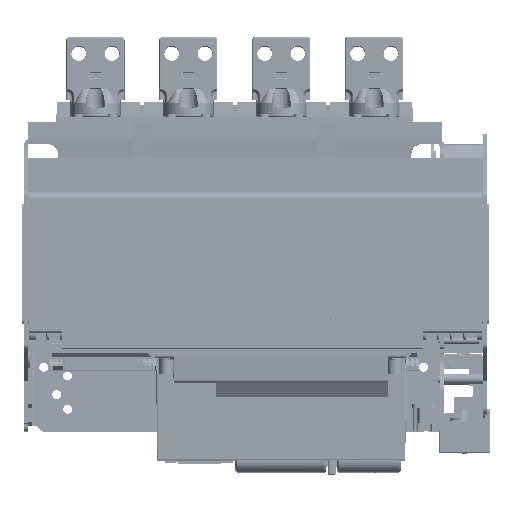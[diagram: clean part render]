
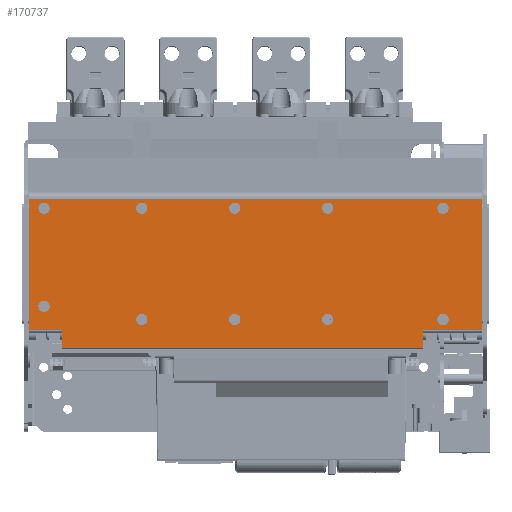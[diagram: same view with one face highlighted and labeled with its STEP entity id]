
A CAD part, top view. The second image highlights one B-rep face of the part: STEP entity #170737.
In plain terms, the highlighted planar face has unit normal (0, 0, 1).
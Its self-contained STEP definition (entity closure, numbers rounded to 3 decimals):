
#54956=DIRECTION('',(0.,-1.,0.));
#54957=VECTOR('',#54956,13.2);
#54958=CARTESIAN_POINT('',(-284.2,59.,309.));
#54959=LINE('',#54958,#54957);
#55093=DIRECTION('',(1.,0.,0.));
#55094=VECTOR('',#55093,24.7);
#55095=CARTESIAN_POINT('',(-308.9,59.,309.));
#55096=LINE('',#55095,#55094);
#55097=DIRECTION('',(0.,1.,0.));
#55098=VECTOR('',#55097,99.);
#55099=CARTESIAN_POINT('',(-308.9,59.,309.));
#55100=LINE('',#55099,#55098);
#55101=DIRECTION('',(1.,0.,0.));
#55102=VECTOR('',#55101,340.8);
#55103=CARTESIAN_POINT('',(-308.9,158.,309.));
#55104=LINE('',#55103,#55102);
#55105=DIRECTION('',(1.,0.,0.));
#55106=VECTOR('',#55105,44.);
#55107=CARTESIAN_POINT('',(-12.1,59.,309.));
#55108=LINE('',#55107,#55106);
#55109=DIRECTION('',(1.,0.,0.));
#55110=VECTOR('',#55109,272.1);
#55111=CARTESIAN_POINT('',(-284.2,45.8,309.));
#55112=LINE('',#55111,#55110);
#55113=CARTESIAN_POINT('',(-84.2,67.,309.));
#55114=DIRECTION('',(0.,0.,1.));
#55115=DIRECTION('',(1.,0.,0.));
#55116=AXIS2_PLACEMENT_3D('',#55113,#55114,#55115);
#55118=CARTESIAN_POINT('',(-84.2,67.,309.));
#55119=DIRECTION('',(0.,0.,1.));
#55120=DIRECTION('',(-1.,0.,0.));
#55121=AXIS2_PLACEMENT_3D('',#55118,#55119,#55120);
#55123=CARTESIAN_POINT('',(-84.2,150.8,309.));
#55124=DIRECTION('',(0.,0.,1.));
#55125=DIRECTION('',(1.,0.,0.));
#55126=AXIS2_PLACEMENT_3D('',#55123,#55124,#55125);
#55128=CARTESIAN_POINT('',(-84.2,150.8,309.));
#55129=DIRECTION('',(0.,0.,1.));
#55130=DIRECTION('',(-1.,0.,0.));
#55131=AXIS2_PLACEMENT_3D('',#55128,#55129,#55130);
#55133=CARTESIAN_POINT('',(-154.2,150.8,309.));
#55134=DIRECTION('',(0.,0.,1.));
#55135=DIRECTION('',(1.,0.,0.));
#55136=AXIS2_PLACEMENT_3D('',#55133,#55134,#55135);
#55138=CARTESIAN_POINT('',(-154.2,150.8,309.));
#55139=DIRECTION('',(0.,0.,1.));
#55140=DIRECTION('',(-1.,0.,0.));
#55141=AXIS2_PLACEMENT_3D('',#55138,#55139,#55140);
#55143=CARTESIAN_POINT('',(-154.2,67.,309.));
#55144=DIRECTION('',(0.,0.,1.));
#55145=DIRECTION('',(1.,0.,0.));
#55146=AXIS2_PLACEMENT_3D('',#55143,#55144,#55145);
#55148=CARTESIAN_POINT('',(-154.2,67.,309.));
#55149=DIRECTION('',(0.,0.,1.));
#55150=DIRECTION('',(-1.,0.,0.));
#55151=AXIS2_PLACEMENT_3D('',#55148,#55149,#55150);
#55153=CARTESIAN_POINT('',(-224.2,150.8,309.));
#55154=DIRECTION('',(0.,0.,1.));
#55155=DIRECTION('',(1.,0.,0.));
#55156=AXIS2_PLACEMENT_3D('',#55153,#55154,#55155);
#55158=CARTESIAN_POINT('',(-224.2,150.8,309.));
#55159=DIRECTION('',(0.,0.,1.));
#55160=DIRECTION('',(-1.,0.,0.));
#55161=AXIS2_PLACEMENT_3D('',#55158,#55159,#55160);
#55163=CARTESIAN_POINT('',(-224.2,67.,309.));
#55164=DIRECTION('',(0.,0.,1.));
#55165=DIRECTION('',(1.,0.,0.));
#55166=AXIS2_PLACEMENT_3D('',#55163,#55164,#55165);
#55168=CARTESIAN_POINT('',(-224.2,67.,309.));
#55169=DIRECTION('',(0.,0.,1.));
#55170=DIRECTION('',(-1.,0.,0.));
#55171=AXIS2_PLACEMENT_3D('',#55168,#55169,#55170);
#55173=CARTESIAN_POINT('',(-297.8,150.8,309.));
#55174=DIRECTION('',(0.,0.,1.));
#55175=DIRECTION('',(1.,0.,0.));
#55176=AXIS2_PLACEMENT_3D('',#55173,#55174,#55175);
#55178=CARTESIAN_POINT('',(-297.8,150.8,309.));
#55179=DIRECTION('',(0.,0.,1.));
#55180=DIRECTION('',(-1.,0.,0.));
#55181=AXIS2_PLACEMENT_3D('',#55178,#55179,#55180);
#55183=CARTESIAN_POINT('',(-297.8,77.,309.));
#55184=DIRECTION('',(0.,0.,1.));
#55185=DIRECTION('',(1.,0.,0.));
#55186=AXIS2_PLACEMENT_3D('',#55183,#55184,#55185);
#55188=CARTESIAN_POINT('',(-297.8,77.,309.));
#55189=DIRECTION('',(0.,0.,1.));
#55190=DIRECTION('',(-1.,0.,0.));
#55191=AXIS2_PLACEMENT_3D('',#55188,#55189,#55190);
#55193=CARTESIAN_POINT('',(2.6,150.8,309.));
#55194=DIRECTION('',(0.,0.,1.));
#55195=DIRECTION('',(1.,0.,0.));
#55196=AXIS2_PLACEMENT_3D('',#55193,#55194,#55195);
#55198=CARTESIAN_POINT('',(2.6,150.8,309.));
#55199=DIRECTION('',(0.,0.,1.));
#55200=DIRECTION('',(-1.,0.,0.));
#55201=AXIS2_PLACEMENT_3D('',#55198,#55199,#55200);
#55203=CARTESIAN_POINT('',(2.6,67.,309.));
#55204=DIRECTION('',(0.,0.,1.));
#55205=DIRECTION('',(1.,0.,0.));
#55206=AXIS2_PLACEMENT_3D('',#55203,#55204,#55205);
#55208=CARTESIAN_POINT('',(2.6,67.,309.));
#55209=DIRECTION('',(0.,0.,1.));
#55210=DIRECTION('',(-1.,0.,0.));
#55211=AXIS2_PLACEMENT_3D('',#55208,#55209,#55210);
#55243=DIRECTION('',(0.,1.,0.));
#55244=VECTOR('',#55243,99.);
#55245=CARTESIAN_POINT('',(31.9,59.,309.));
#55246=LINE('',#55245,#55244);
#57248=DIRECTION('',(0.,1.,0.));
#57249=VECTOR('',#57248,13.2);
#57250=CARTESIAN_POINT('',(-12.1,45.8,309.));
#57251=LINE('',#57250,#57249);
#81814=CARTESIAN_POINT('',(-79.95,67.,309.));
#81815=CARTESIAN_POINT('',(-88.45,67.,309.));
#81816=VERTEX_POINT('',#81814);
#81817=VERTEX_POINT('',#81815);
#81826=CARTESIAN_POINT('',(-79.95,150.8,309.));
#81827=CARTESIAN_POINT('',(-88.45,150.8,309.));
#81828=VERTEX_POINT('',#81826);
#81829=VERTEX_POINT('',#81827);
#81838=CARTESIAN_POINT('',(-149.95,150.8,309.));
#81839=CARTESIAN_POINT('',(-158.45,150.8,309.));
#81840=VERTEX_POINT('',#81838);
#81841=VERTEX_POINT('',#81839);
#81850=CARTESIAN_POINT('',(-149.95,67.,309.));
#81851=CARTESIAN_POINT('',(-158.45,67.,309.));
#81852=VERTEX_POINT('',#81850);
#81853=VERTEX_POINT('',#81851);
#81862=CARTESIAN_POINT('',(-219.95,150.8,309.));
#81863=CARTESIAN_POINT('',(-228.45,150.8,309.));
#81864=VERTEX_POINT('',#81862);
#81865=VERTEX_POINT('',#81863);
#81874=CARTESIAN_POINT('',(-219.95,67.,309.));
#81875=CARTESIAN_POINT('',(-228.45,67.,309.));
#81876=VERTEX_POINT('',#81874);
#81877=VERTEX_POINT('',#81875);
#81886=CARTESIAN_POINT('',(-293.55,150.8,309.));
#81887=CARTESIAN_POINT('',(-302.05,150.8,309.));
#81888=VERTEX_POINT('',#81886);
#81889=VERTEX_POINT('',#81887);
#81898=CARTESIAN_POINT('',(-293.55,77.,309.));
#81899=CARTESIAN_POINT('',(-302.05,77.,309.));
#81900=VERTEX_POINT('',#81898);
#81901=VERTEX_POINT('',#81899);
#81910=CARTESIAN_POINT('',(6.85,150.8,309.));
#81911=CARTESIAN_POINT('',(-1.65,150.8,309.));
#81912=VERTEX_POINT('',#81910);
#81913=VERTEX_POINT('',#81911);
#81922=CARTESIAN_POINT('',(6.85,67.,309.));
#81923=CARTESIAN_POINT('',(-1.65,67.,309.));
#81924=VERTEX_POINT('',#81922);
#81925=VERTEX_POINT('',#81923);
#82345=CARTESIAN_POINT('',(31.9,158.,309.));
#82347=VERTEX_POINT('',#82345);
#82348=CARTESIAN_POINT('',(-308.9,158.,309.));
#82349=VERTEX_POINT('',#82348);
#82352=CARTESIAN_POINT('',(-12.1,45.8,309.));
#82354=VERTEX_POINT('',#82352);
#82358=CARTESIAN_POINT('',(-284.2,45.8,309.));
#82359=VERTEX_POINT('',#82358);
#82364=CARTESIAN_POINT('',(-308.9,59.,309.));
#82365=VERTEX_POINT('',#82364);
#82366=CARTESIAN_POINT('',(-284.2,59.,309.));
#82367=VERTEX_POINT('',#82366);
#82368=CARTESIAN_POINT('',(31.9,59.,309.));
#82370=VERTEX_POINT('',#82368);
#82374=CARTESIAN_POINT('',(-12.1,59.,309.));
#82375=VERTEX_POINT('',#82374);
#170657=CARTESIAN_POINT('',(-308.9,59.8,309.));
#170658=DIRECTION('',(0.,0.,1.));
#170659=DIRECTION('',(1.,0.,0.));
#170660=AXIS2_PLACEMENT_3D('',#170657,#170658,#170659);
#170661=PLANE('',#170660);
#170662=ORIENTED_EDGE('',*,*,#170651,.F.);
#170663=ORIENTED_EDGE('',*,*,#143951,.T.);
#170665=ORIENTED_EDGE('',*,*,#170664,.T.);
#170667=ORIENTED_EDGE('',*,*,#170666,.F.);
#170669=ORIENTED_EDGE('',*,*,#170668,.F.);
#170671=ORIENTED_EDGE('',*,*,#170670,.F.);
#170673=ORIENTED_EDGE('',*,*,#170672,.F.);
#170674=ORIENTED_EDGE('',*,*,#170509,.F.);
#170675=EDGE_LOOP('',(#170662,#170663,#170665,#170667,#170669,#170671,#170673,
#170674));
#170676=FACE_OUTER_BOUND('',#170675,.F.);
#170678=ORIENTED_EDGE('',*,*,#170677,.T.);
#170680=ORIENTED_EDGE('',*,*,#170679,.T.);
#170681=EDGE_LOOP('',(#170678,#170680));
#170682=FACE_BOUND('',#170681,.F.);
#170684=ORIENTED_EDGE('',*,*,#170683,.T.);
#170686=ORIENTED_EDGE('',*,*,#170685,.T.);
#170687=EDGE_LOOP('',(#170684,#170686));
#170688=FACE_BOUND('',#170687,.F.);
#170690=ORIENTED_EDGE('',*,*,#170689,.T.);
#170692=ORIENTED_EDGE('',*,*,#170691,.T.);
#170693=EDGE_LOOP('',(#170690,#170692));
#170694=FACE_BOUND('',#170693,.F.);
#170696=ORIENTED_EDGE('',*,*,#170695,.T.);
#170698=ORIENTED_EDGE('',*,*,#170697,.T.);
#170699=EDGE_LOOP('',(#170696,#170698));
#170700=FACE_BOUND('',#170699,.F.);
#170702=ORIENTED_EDGE('',*,*,#170701,.T.);
#170704=ORIENTED_EDGE('',*,*,#170703,.T.);
#170705=EDGE_LOOP('',(#170702,#170704));
#170706=FACE_BOUND('',#170705,.F.);
#170708=ORIENTED_EDGE('',*,*,#170707,.T.);
#170710=ORIENTED_EDGE('',*,*,#170709,.T.);
#170711=EDGE_LOOP('',(#170708,#170710));
#170712=FACE_BOUND('',#170711,.F.);
#170714=ORIENTED_EDGE('',*,*,#170713,.T.);
#170716=ORIENTED_EDGE('',*,*,#170715,.T.);
#170717=EDGE_LOOP('',(#170714,#170716));
#170718=FACE_BOUND('',#170717,.F.);
#170720=ORIENTED_EDGE('',*,*,#170719,.T.);
#170722=ORIENTED_EDGE('',*,*,#170721,.T.);
#170723=EDGE_LOOP('',(#170720,#170722));
#170724=FACE_BOUND('',#170723,.F.);
#170726=ORIENTED_EDGE('',*,*,#170725,.T.);
#170728=ORIENTED_EDGE('',*,*,#170727,.T.);
#170729=EDGE_LOOP('',(#170726,#170728));
#170730=FACE_BOUND('',#170729,.F.);
#170732=ORIENTED_EDGE('',*,*,#170731,.T.);
#170734=ORIENTED_EDGE('',*,*,#170733,.T.);
#170735=EDGE_LOOP('',(#170732,#170734));
#170736=FACE_BOUND('',#170735,.F.);
#170737=ADVANCED_FACE('',(#170676,#170682,#170688,#170694,#170700,#170706,
#170712,#170718,#170724,#170730,#170736),#170661,.T.);
#55117=CIRCLE('',#55116,4.25);
#55122=CIRCLE('',#55121,4.25);
#55127=CIRCLE('',#55126,4.25);
#55132=CIRCLE('',#55131,4.25);
#55137=CIRCLE('',#55136,4.25);
#55142=CIRCLE('',#55141,4.25);
#55147=CIRCLE('',#55146,4.25);
#55152=CIRCLE('',#55151,4.25);
#55157=CIRCLE('',#55156,4.25);
#55162=CIRCLE('',#55161,4.25);
#55167=CIRCLE('',#55166,4.25);
#55172=CIRCLE('',#55171,4.25);
#55177=CIRCLE('',#55176,4.25);
#55182=CIRCLE('',#55181,4.25);
#55187=CIRCLE('',#55186,4.25);
#55192=CIRCLE('',#55191,4.25);
#55197=CIRCLE('',#55196,4.25);
#55202=CIRCLE('',#55201,4.25);
#55207=CIRCLE('',#55206,4.25);
#55212=CIRCLE('',#55211,4.25);
#143951=EDGE_CURVE('',#82365,#82349,#55100,.T.);
#170509=EDGE_CURVE('',#82367,#82359,#54959,.T.);
#170651=EDGE_CURVE('',#82365,#82367,#55096,.T.);
#170664=EDGE_CURVE('',#82349,#82347,#55104,.T.);
#170666=EDGE_CURVE('',#82370,#82347,#55246,.T.);
#170668=EDGE_CURVE('',#82375,#82370,#55108,.T.);
#170670=EDGE_CURVE('',#82354,#82375,#57251,.T.);
#170672=EDGE_CURVE('',#82359,#82354,#55112,.T.);
#170677=EDGE_CURVE('',#81816,#81817,#55117,.T.);
#170679=EDGE_CURVE('',#81817,#81816,#55122,.T.);
#170683=EDGE_CURVE('',#81828,#81829,#55127,.T.);
#170685=EDGE_CURVE('',#81829,#81828,#55132,.T.);
#170689=EDGE_CURVE('',#81840,#81841,#55137,.T.);
#170691=EDGE_CURVE('',#81841,#81840,#55142,.T.);
#170695=EDGE_CURVE('',#81852,#81853,#55147,.T.);
#170697=EDGE_CURVE('',#81853,#81852,#55152,.T.);
#170701=EDGE_CURVE('',#81864,#81865,#55157,.T.);
#170703=EDGE_CURVE('',#81865,#81864,#55162,.T.);
#170707=EDGE_CURVE('',#81876,#81877,#55167,.T.);
#170709=EDGE_CURVE('',#81877,#81876,#55172,.T.);
#170713=EDGE_CURVE('',#81888,#81889,#55177,.T.);
#170715=EDGE_CURVE('',#81889,#81888,#55182,.T.);
#170719=EDGE_CURVE('',#81900,#81901,#55187,.T.);
#170721=EDGE_CURVE('',#81901,#81900,#55192,.T.);
#170725=EDGE_CURVE('',#81912,#81913,#55197,.T.);
#170727=EDGE_CURVE('',#81913,#81912,#55202,.T.);
#170731=EDGE_CURVE('',#81924,#81925,#55207,.T.);
#170733=EDGE_CURVE('',#81925,#81924,#55212,.T.);
